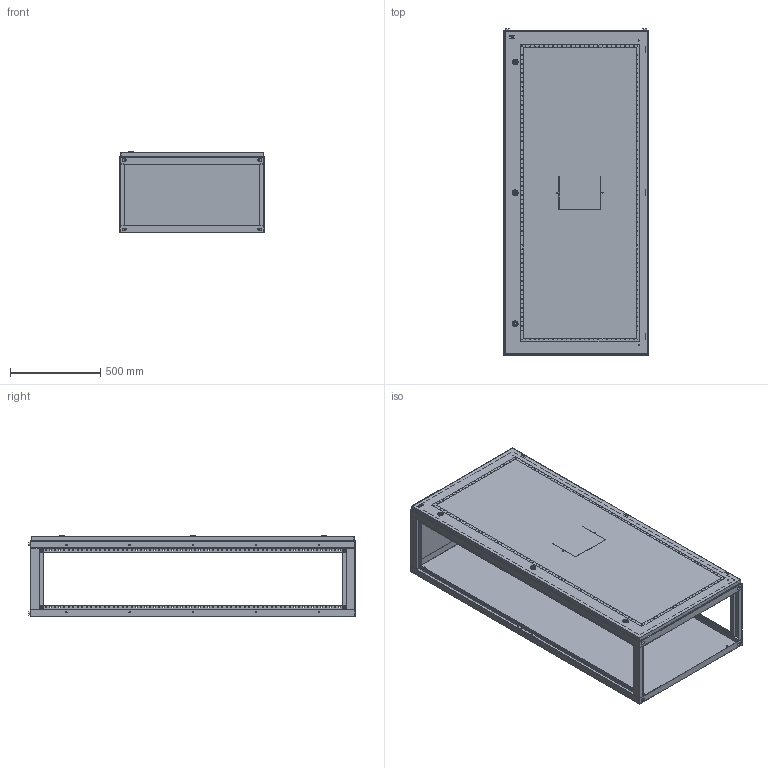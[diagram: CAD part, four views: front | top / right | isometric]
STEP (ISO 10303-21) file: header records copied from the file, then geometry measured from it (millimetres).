
FILE_DESCRIPTION (( 'STEP AP214' ), '1' );
FILE_NAME ('ÂÐÓ ñáîðíûé êîðïóñ 1800õ800õ450 IP31 SMART.STEP', '2016-10-28T07:12:30', ( 'user' ), ( '' ), 'SwSTEP 2.0', 'SolidWorks 2014', '' );
FILE_SCHEMA (( 'AUTOMOTIVE_DESIGN' ));
Length unit declared in the file: millimetre
Products named in the file (3): ÂÐÓ ñáîðíûé êîðïóñ 1800õ800õ450 IP31 SMART; Äâåðü äëÿ ÂÐÓ-1 1800õ800 IP31; Êàðêàñ ÂÐÓ 1800õ800õ450
Assembly tree (2 placements, depth 2):
  ÂÐÓ ñáîðíûé êîðïóñ 1800õ800õ450 IP31 SMART
    Êàðêàñ ÂÐÓ 1800õ800õ450
    Äâåðü äëÿ ÂÐÓ-1 1800õ800 IP31
Bounding box: 800 x 1808 x 450.5 mm (x, y, z)
Volume: 7329717.7 mm3; surface area: 8931251.6 mm2
Topology: 36 solids, 40 shells, 3356 faces, 8639 edges, 5540 vertices
Faces by surface type: plane 2214, cylinder 798, cone 194, sphere 56, bspline 56, torus 38
Entity records: 105063 total; most frequent: CARTESIAN_POINT 20836, ORIENTED_EDGE 17150, DIRECTION 16473, EDGE_CURVE 8575, VECTOR 6183, LINE 6183, VERTEX_POINT 5540, AXIS2_PLACEMENT_3D 5145
